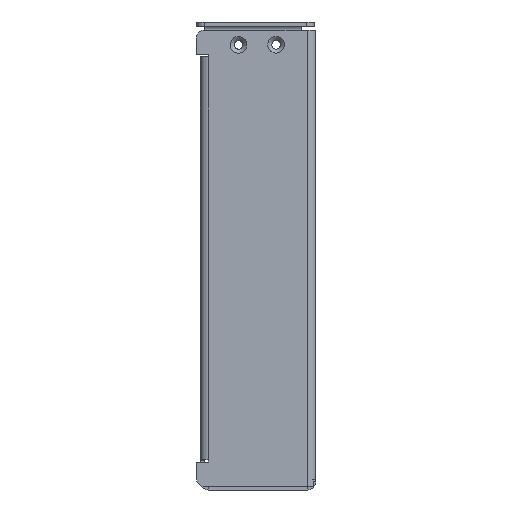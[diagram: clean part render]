
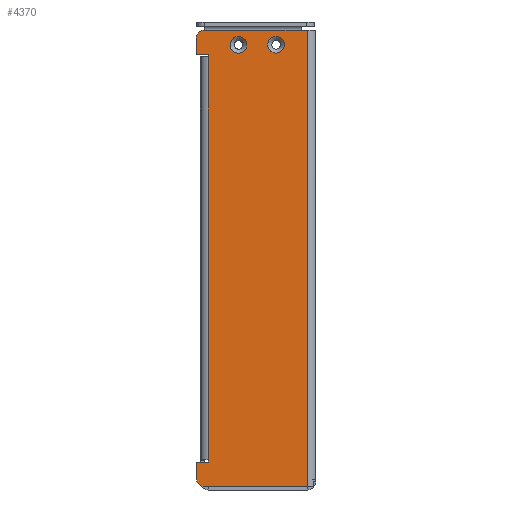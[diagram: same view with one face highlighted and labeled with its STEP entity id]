
A CAD part, left-side view. The second image highlights one B-rep face of the part: STEP entity #4370.
In plain terms, the highlighted planar face has unit normal (-1, 0, 0).
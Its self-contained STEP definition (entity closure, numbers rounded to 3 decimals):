
#19=(
BOUNDED_CURVE()
B_SPLINE_CURVE(3,(#12523,#12524,#12525,#12526,#12527,#12528,#12529,#12530,
#12531,#12532,#12533,#12534,#12535,#12536,#12537,#12538,#12539,#12540,#12541,
#12542,#12543,#12544),.UNSPECIFIED.,.T.,.F.)
B_SPLINE_CURVE_WITH_KNOTS((4,2,2,2,2,2,2,2,2,2,4),(-1.939,-1.808,
-1.564,-1.319,-1.09,-0.862,
-0.651,-0.454,-0.265,-0.102,
0.),.UNSPECIFIED.)
CURVE()
GEOMETRIC_REPRESENTATION_ITEM()
RATIONAL_B_SPLINE_CURVE((1.,1.,1.,1.,1.,1.,1.,1.,1.,1.,1.,1.,1.,1.,1.,1.,
1.,1.,1.,1.,1.,1.))
REPRESENTATION_ITEM('')
);
#68=FACE_BOUND('',#582,.T.);
#69=FACE_BOUND('',#583,.T.);
#120=PLANE('',#4699);
#317=FACE_OUTER_BOUND('',#581,.T.);
#581=EDGE_LOOP('',(#3464,#3465,#3466,#3467,#3468,#3469,#3470,#3471,#3472,
#3473,#3474,#3475,#3476));
#582=EDGE_LOOP('',(#3477));
#583=EDGE_LOOP('',(#3478));
#829=CIRCLE('',#4700,3.);
#830=CIRCLE('',#4701,3.);
#1054=B_SPLINE_CURVE_WITH_KNOTS('',3,(#12573,#12574,#12575,#12576,#12577,
#12578,#12579,#12580,#12581,#12582,#12583,#12584,#12585,#12586,#12587,#12588,
#12589),.UNSPECIFIED.,.T.,.F.,(4,1,1,1,1,1,1,1,1,1,1,1,1,1,4),(-1.939,
-1.8,-1.662,-1.523,-1.385,
-1.246,-1.108,-0.877,-0.854,
-0.831,-0.646,-0.554,-0.277,
-0.138,0.),.UNSPECIFIED.);
#1235=LINE('',#12550,#1562);
#1236=LINE('',#12552,#1563);
#1237=LINE('',#12554,#1564);
#1238=LINE('',#12556,#1565);
#1239=LINE('',#12558,#1566);
#1240=LINE('',#12560,#1567);
#1241=LINE('',#12562,#1568);
#1242=LINE('',#12566,#1569);
#1243=LINE('',#12568,#1570);
#1244=LINE('',#12570,#1571);
#1245=LINE('',#12571,#1572);
#1562=VECTOR('',#5422,10.);
#1563=VECTOR('',#5423,10.);
#1564=VECTOR('',#5424,10.);
#1565=VECTOR('',#5425,10.);
#1566=VECTOR('',#5426,10.);
#1567=VECTOR('',#5427,10.);
#1568=VECTOR('',#5428,10.);
#1569=VECTOR('',#5431,10.);
#1570=VECTOR('',#5432,10.);
#1571=VECTOR('',#5433,10.);
#1572=VECTOR('',#5434,10.);
#2010=VERTEX_POINT('',#12509);
#2012=VERTEX_POINT('',#12546);
#2013=VERTEX_POINT('',#12547);
#2014=VERTEX_POINT('',#12549);
#2015=VERTEX_POINT('',#12551);
#2016=VERTEX_POINT('',#12553);
#2017=VERTEX_POINT('',#12555);
#2018=VERTEX_POINT('',#12557);
#2019=VERTEX_POINT('',#12559);
#2020=VERTEX_POINT('',#12561);
#2021=VERTEX_POINT('',#12563);
#2022=VERTEX_POINT('',#12565);
#2023=VERTEX_POINT('',#12567);
#2024=VERTEX_POINT('',#12569);
#2025=VERTEX_POINT('',#12572);
#2554=EDGE_CURVE('',#2010,#2010,#19,.T.);
#2555=EDGE_CURVE('',#2012,#2013,#829,.T.);
#2556=EDGE_CURVE('',#2012,#2014,#1235,.T.);
#2557=EDGE_CURVE('',#2014,#2015,#1236,.T.);
#2558=EDGE_CURVE('',#2015,#2016,#1237,.T.);
#2559=EDGE_CURVE('',#2017,#2016,#1238,.T.);
#2560=EDGE_CURVE('',#2017,#2018,#1239,.T.);
#2561=EDGE_CURVE('',#2018,#2019,#1240,.T.);
#2562=EDGE_CURVE('',#2019,#2020,#1241,.T.);
#2563=EDGE_CURVE('',#2020,#2021,#830,.T.);
#2564=EDGE_CURVE('',#2021,#2022,#1242,.T.);
#2565=EDGE_CURVE('',#2022,#2023,#1243,.T.);
#2566=EDGE_CURVE('',#2023,#2024,#1244,.T.);
#2567=EDGE_CURVE('',#2013,#2024,#1245,.T.);
#2568=EDGE_CURVE('',#2025,#2025,#1054,.T.);
#3464=ORIENTED_EDGE('',*,*,#2555,.F.);
#3465=ORIENTED_EDGE('',*,*,#2556,.T.);
#3466=ORIENTED_EDGE('',*,*,#2557,.T.);
#3467=ORIENTED_EDGE('',*,*,#2558,.T.);
#3468=ORIENTED_EDGE('',*,*,#2559,.F.);
#3469=ORIENTED_EDGE('',*,*,#2560,.T.);
#3470=ORIENTED_EDGE('',*,*,#2561,.T.);
#3471=ORIENTED_EDGE('',*,*,#2562,.T.);
#3472=ORIENTED_EDGE('',*,*,#2563,.T.);
#3473=ORIENTED_EDGE('',*,*,#2564,.T.);
#3474=ORIENTED_EDGE('',*,*,#2565,.T.);
#3475=ORIENTED_EDGE('',*,*,#2566,.T.);
#3476=ORIENTED_EDGE('',*,*,#2567,.F.);
#3477=ORIENTED_EDGE('',*,*,#2568,.F.);
#3478=ORIENTED_EDGE('',*,*,#2554,.F.);
#4370=ADVANCED_FACE('',(#317,#68,#69),#120,.F.);
#4699=AXIS2_PLACEMENT_3D('',#12545,#5418,#5419);
#4700=AXIS2_PLACEMENT_3D('',#12548,#5420,#5421);
#4701=AXIS2_PLACEMENT_3D('',#12564,#5429,#5430);
#5418=DIRECTION('center_axis',(1.,0.,0.));
#5419=DIRECTION('ref_axis',(0.,-1.,0.));
#5420=DIRECTION('center_axis',(1.,0.,0.));
#5421=DIRECTION('ref_axis',(0.,0.707,0.707));
#5422=DIRECTION('',(0.,0.,-1.));
#5423=DIRECTION('',(0.,-1.,0.));
#5424=DIRECTION('',(0.,0.,-1.));
#5425=DIRECTION('',(0.,0.,1.));
#5426=DIRECTION('',(0.,0.,-1.));
#5427=DIRECTION('',(0.,1.,0.));
#5428=DIRECTION('',(0.,0.,-1.));
#5429=DIRECTION('center_axis',(-1.,0.,0.));
#5430=DIRECTION('ref_axis',(0.,0.,
-1.));
#5431=DIRECTION('',(0.,-1.,0.));
#5432=DIRECTION('',(0.,0.,1.));
#5433=DIRECTION('',(0.,1.,0.));
#5434=DIRECTION('',(0.,-1.,0.));
#12509=CARTESIAN_POINT('',(-110.596,27.202,41.281));
#12523=CARTESIAN_POINT('Ctrl Pts',(-110.596,27.202,41.281));
#12524=CARTESIAN_POINT('Ctrl Pts',(-110.596,27.642,41.281));
#12525=CARTESIAN_POINT('Ctrl Pts',(-110.596,28.081,41.186));
#12526=CARTESIAN_POINT('Ctrl Pts',(-110.596,29.225,40.668));
#12527=CARTESIAN_POINT('Ctrl Pts',(-110.596,29.824,40.025));
#12528=CARTESIAN_POINT('Ctrl Pts',(-110.596,30.394,38.491));
#12529=CARTESIAN_POINT('Ctrl Pts',(-110.596,30.357,37.607));
#12530=CARTESIAN_POINT('Ctrl Pts',(-110.596,29.682,36.17));
#12531=CARTESIAN_POINT('Ctrl Pts',(-110.596,29.09,35.605));
#12532=CARTESIAN_POINT('Ctrl Pts',(-110.596,27.674,35.023));
#12533=CARTESIAN_POINT('Ctrl Pts',(-110.596,26.859,35.006));
#12534=CARTESIAN_POINT('Ctrl Pts',(-110.596,25.479,35.509));
#12535=CARTESIAN_POINT('Ctrl Pts',(-110.596,24.905,35.983));
#12536=CARTESIAN_POINT('Ctrl Pts',(-110.596,24.203,37.154));
#12537=CARTESIAN_POINT('Ctrl Pts',(-110.596,24.051,37.833));
#12538=CARTESIAN_POINT('Ctrl Pts',(-110.596,24.181,39.119));
#12539=CARTESIAN_POINT('Ctrl Pts',(-110.596,24.441,39.726));
#12540=CARTESIAN_POINT('Ctrl Pts',(-110.596,25.21,40.618));
#12541=CARTESIAN_POINT('Ctrl Pts',(-110.596,25.678,40.935));
#12542=CARTESIAN_POINT('Ctrl Pts',(-110.596,26.519,41.224));
#12543=CARTESIAN_POINT('Ctrl Pts',(-110.596,26.86,41.281));
#12544=CARTESIAN_POINT('Ctrl Pts',(-110.596,27.202,41.281));
#12545=CARTESIAN_POINT('Origin',(-110.596,-233.9,54.674));
#12546=CARTESIAN_POINT('',(-110.596,42.9,40.681));
#12547=CARTESIAN_POINT('',(-110.596,39.9,43.681));
#12548=CARTESIAN_POINT('Origin',(-110.596,39.9,40.681));
#12549=CARTESIAN_POINT('',(-110.596,42.9,34.681));
#12550=CARTESIAN_POINT('',(-110.596,42.9,40.681));
#12551=CARTESIAN_POINT('',(-110.596,38.4,34.681));
#12552=CARTESIAN_POINT('',(-110.596,38.4,34.681));
#12553=CARTESIAN_POINT('',(-110.596,38.4,33.681));
#12554=CARTESIAN_POINT('',(-110.596,38.4,33.681));
#12555=CARTESIAN_POINT('',(-110.596,38.4,-116.319));
#12556=CARTESIAN_POINT('',(-110.596,38.4,27.337));
#12557=CARTESIAN_POINT('',(-110.596,38.4,-117.319));
#12558=CARTESIAN_POINT('',(-110.596,38.4,-116.319));
#12559=CARTESIAN_POINT('',(-110.596,42.9,-117.319));
#12560=CARTESIAN_POINT('',(-110.596,38.4,-117.319));
#12561=CARTESIAN_POINT('',(-110.596,42.9,-123.319));
#12562=CARTESIAN_POINT('',(-110.596,42.9,40.681));
#12563=CARTESIAN_POINT('',(-110.596,39.9,-126.319));
#12564=CARTESIAN_POINT('Origin',(-110.596,39.9,-123.319));
#12565=CARTESIAN_POINT('',(-110.596,1.5,-126.319));
#12566=CARTESIAN_POINT('',(-110.596,-252.9,-126.319));
#12567=CARTESIAN_POINT('',(-110.596,1.5,43.681));
#12568=CARTESIAN_POINT('',(-110.596,1.5,27.337));
#12569=CARTESIAN_POINT('',(-110.596,3.9,43.681));
#12570=CARTESIAN_POINT('',(-110.596,3.9,43.681));
#12571=CARTESIAN_POINT('',(-110.596,-116.95,43.681));
#12572=CARTESIAN_POINT('',(-110.596,13.2,41.299));
#12573=CARTESIAN_POINT('Ctrl Pts',(-110.596,13.2,41.299));
#12574=CARTESIAN_POINT('Ctrl Pts',(-110.596,13.664,41.299));
#12575=CARTESIAN_POINT('Ctrl Pts',(-110.596,14.591,41.087));
#12576=CARTESIAN_POINT('Ctrl Pts',(-110.596,15.707,40.198));
#12577=CARTESIAN_POINT('Ctrl Pts',(-110.596,16.325,38.913));
#12578=CARTESIAN_POINT('Ctrl Pts',(-110.596,16.325,37.485));
#12579=CARTESIAN_POINT('Ctrl Pts',(-110.596,15.705,36.202));
#12580=CARTESIAN_POINT('Ctrl Pts',(-110.596,14.343,35.11));
#12581=CARTESIAN_POINT('Ctrl Pts',(-110.596,12.94,35.001));
#12582=CARTESIAN_POINT('Ctrl Pts',(-110.596,12.065,35.311));
#12583=CARTESIAN_POINT('Ctrl Pts',(-110.596,11.354,35.619));
#12584=CARTESIAN_POINT('Ctrl Pts',(-110.596,10.589,36.334));
#12585=CARTESIAN_POINT('Ctrl Pts',(-110.596,9.896,38.083));
#12586=CARTESIAN_POINT('Ctrl Pts',(-110.596,10.313,39.903));
#12587=CARTESIAN_POINT('Ctrl Pts',(-110.596,11.814,41.086));
#12588=CARTESIAN_POINT('Ctrl Pts',(-110.596,12.736,41.299));
#12589=CARTESIAN_POINT('Ctrl Pts',(-110.596,13.2,41.299));
